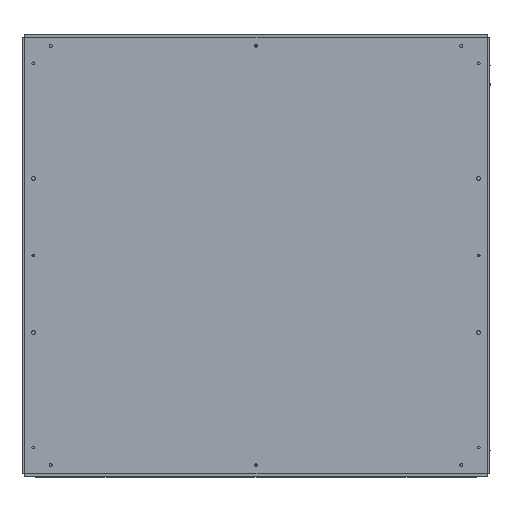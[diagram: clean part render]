
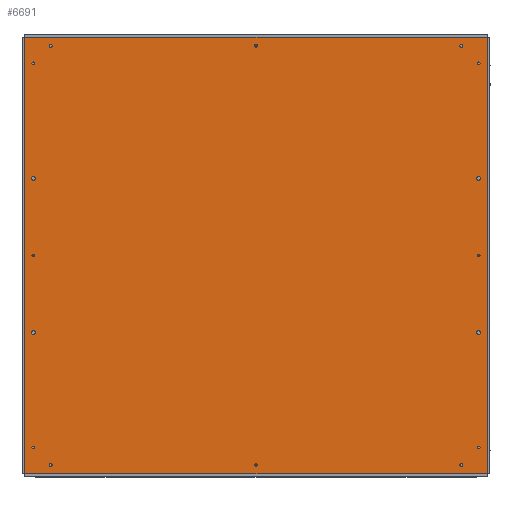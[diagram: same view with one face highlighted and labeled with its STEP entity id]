
A CAD part, top view. The second image highlights one B-rep face of the part: STEP entity #6691.
In plain terms, the highlighted planar face has unit normal (0, 0, 1).
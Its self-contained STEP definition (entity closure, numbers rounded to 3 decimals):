
#383=FACE_BOUND('',#1352,.T.);
#384=FACE_BOUND('',#1353,.T.);
#385=FACE_BOUND('',#1354,.T.);
#386=FACE_BOUND('',#1355,.T.);
#387=FACE_BOUND('',#1356,.T.);
#388=FACE_BOUND('',#1357,.T.);
#389=FACE_BOUND('',#1358,.T.);
#390=FACE_BOUND('',#1359,.T.);
#391=FACE_BOUND('',#1360,.T.);
#392=FACE_BOUND('',#1361,.T.);
#393=FACE_BOUND('',#1362,.T.);
#394=FACE_BOUND('',#1363,.T.);
#395=FACE_BOUND('',#1364,.T.);
#396=FACE_BOUND('',#1365,.T.);
#397=FACE_BOUND('',#1366,.T.);
#398=FACE_BOUND('',#1367,.T.);
#601=PLANE('',#7392);
#857=FACE_OUTER_BOUND('',#1351,.T.);
#1351=EDGE_LOOP('',(#5507,#5508,#5509,#5510));
#1352=EDGE_LOOP('',(#5511));
#1353=EDGE_LOOP('',(#5512));
#1354=EDGE_LOOP('',(#5513));
#1355=EDGE_LOOP('',(#5514));
#1356=EDGE_LOOP('',(#5515));
#1357=EDGE_LOOP('',(#5516));
#1358=EDGE_LOOP('',(#5517));
#1359=EDGE_LOOP('',(#5518));
#1360=EDGE_LOOP('',(#5519));
#1361=EDGE_LOOP('',(#5520));
#1362=EDGE_LOOP('',(#5521));
#1363=EDGE_LOOP('',(#5522));
#1364=EDGE_LOOP('',(#5523));
#1365=EDGE_LOOP('',(#5524));
#1366=EDGE_LOOP('',(#5525));
#1367=EDGE_LOOP('',(#5526));
#1892=LINE('',#13086,#2367);
#1895=LINE('',#13092,#2370);
#1898=LINE('',#13098,#2373);
#1901=LINE('',#13102,#2376);
#2367=VECTOR('',#8822,10.);
#2370=VECTOR('',#8827,10.);
#2373=VECTOR('',#8832,10.);
#2376=VECTOR('',#8837,10.);
#2768=CIRCLE('',#7341,1.65);
#2770=CIRCLE('',#7344,1.65);
#2772=CIRCLE('',#7347,1.65);
#2774=CIRCLE('',#7350,1.65);
#2776=CIRCLE('',#7353,2.15);
#2778=CIRCLE('',#7356,2.15);
#2780=CIRCLE('',#7359,2.15);
#2782=CIRCLE('',#7362,2.15);
#2784=CIRCLE('',#7365,1.65);
#2786=CIRCLE('',#7368,1.65);
#2788=CIRCLE('',#7371,1.65);
#2790=CIRCLE('',#7374,1.65);
#2792=CIRCLE('',#7377,1.65);
#2794=CIRCLE('',#7380,1.65);
#2796=CIRCLE('',#7383,1.65);
#2798=CIRCLE('',#7386,1.65);
#3275=VERTEX_POINT('',#12984);
#3277=VERTEX_POINT('',#12990);
#3279=VERTEX_POINT('',#12996);
#3281=VERTEX_POINT('',#13002);
#3283=VERTEX_POINT('',#13008);
#3285=VERTEX_POINT('',#13014);
#3287=VERTEX_POINT('',#13020);
#3289=VERTEX_POINT('',#13026);
#3291=VERTEX_POINT('',#13032);
#3293=VERTEX_POINT('',#13038);
#3295=VERTEX_POINT('',#13044);
#3297=VERTEX_POINT('',#13050);
#3299=VERTEX_POINT('',#13056);
#3301=VERTEX_POINT('',#13062);
#3303=VERTEX_POINT('',#13068);
#3305=VERTEX_POINT('',#13074);
#3309=VERTEX_POINT('',#13083);
#3310=VERTEX_POINT('',#13085);
#3312=VERTEX_POINT('',#13091);
#3314=VERTEX_POINT('',#13097);
#4040=EDGE_CURVE('',#3275,#3275,#2768,.T.);
#4043=EDGE_CURVE('',#3277,#3277,#2770,.T.);
#4046=EDGE_CURVE('',#3279,#3279,#2772,.T.);
#4049=EDGE_CURVE('',#3281,#3281,#2774,.T.);
#4052=EDGE_CURVE('',#3283,#3283,#2776,.T.);
#4055=EDGE_CURVE('',#3285,#3285,#2778,.T.);
#4058=EDGE_CURVE('',#3287,#3287,#2780,.T.);
#4061=EDGE_CURVE('',#3289,#3289,#2782,.T.);
#4064=EDGE_CURVE('',#3291,#3291,#2784,.T.);
#4067=EDGE_CURVE('',#3293,#3293,#2786,.T.);
#4070=EDGE_CURVE('',#3295,#3295,#2788,.T.);
#4073=EDGE_CURVE('',#3297,#3297,#2790,.T.);
#4076=EDGE_CURVE('',#3299,#3299,#2792,.T.);
#4079=EDGE_CURVE('',#3301,#3301,#2794,.T.);
#4082=EDGE_CURVE('',#3303,#3303,#2796,.T.);
#4085=EDGE_CURVE('',#3305,#3305,#2798,.T.);
#4090=EDGE_CURVE('',#3310,#3309,#1892,.T.);
#4093=EDGE_CURVE('',#3312,#3310,#1895,.T.);
#4096=EDGE_CURVE('',#3314,#3312,#1898,.T.);
#4099=EDGE_CURVE('',#3309,#3314,#1901,.T.);
#5507=ORIENTED_EDGE('',*,*,#4099,.T.);
#5508=ORIENTED_EDGE('',*,*,#4096,.T.);
#5509=ORIENTED_EDGE('',*,*,#4093,.T.);
#5510=ORIENTED_EDGE('',*,*,#4090,.T.);
#5511=ORIENTED_EDGE('',*,*,#4040,.T.);
#5512=ORIENTED_EDGE('',*,*,#4043,.T.);
#5513=ORIENTED_EDGE('',*,*,#4046,.T.);
#5514=ORIENTED_EDGE('',*,*,#4049,.T.);
#5515=ORIENTED_EDGE('',*,*,#4052,.T.);
#5516=ORIENTED_EDGE('',*,*,#4055,.T.);
#5517=ORIENTED_EDGE('',*,*,#4058,.T.);
#5518=ORIENTED_EDGE('',*,*,#4061,.T.);
#5519=ORIENTED_EDGE('',*,*,#4064,.T.);
#5520=ORIENTED_EDGE('',*,*,#4067,.T.);
#5521=ORIENTED_EDGE('',*,*,#4070,.T.);
#5522=ORIENTED_EDGE('',*,*,#4073,.T.);
#5523=ORIENTED_EDGE('',*,*,#4076,.T.);
#5524=ORIENTED_EDGE('',*,*,#4079,.T.);
#5525=ORIENTED_EDGE('',*,*,#4082,.T.);
#5526=ORIENTED_EDGE('',*,*,#4085,.T.);
#6691=ADVANCED_FACE('',(#857,#383,#384,#385,#386,#387,#388,#389,#390,#391,
#392,#393,#394,#395,#396,#397,#398),#601,.T.);
#7341=AXIS2_PLACEMENT_3D('',#12985,#8708,#8709);
#7344=AXIS2_PLACEMENT_3D('',#12991,#8715,#8716);
#7347=AXIS2_PLACEMENT_3D('',#12997,#8722,#8723);
#7350=AXIS2_PLACEMENT_3D('',#13003,#8729,#8730);
#7353=AXIS2_PLACEMENT_3D('',#13009,#8736,#8737);
#7356=AXIS2_PLACEMENT_3D('',#13015,#8743,#8744);
#7359=AXIS2_PLACEMENT_3D('',#13021,#8750,#8751);
#7362=AXIS2_PLACEMENT_3D('',#13027,#8757,#8758);
#7365=AXIS2_PLACEMENT_3D('',#13033,#8764,#8765);
#7368=AXIS2_PLACEMENT_3D('',#13039,#8771,#8772);
#7371=AXIS2_PLACEMENT_3D('',#13045,#8778,#8779);
#7374=AXIS2_PLACEMENT_3D('',#13051,#8785,#8786);
#7377=AXIS2_PLACEMENT_3D('',#13057,#8792,#8793);
#7380=AXIS2_PLACEMENT_3D('',#13063,#8799,#8800);
#7383=AXIS2_PLACEMENT_3D('',#13069,#8806,#8807);
#7386=AXIS2_PLACEMENT_3D('',#13075,#8813,#8814);
#7392=AXIS2_PLACEMENT_3D('',#13103,#8838,#8839);
#8708=DIRECTION('center_axis',(0.,0.,-1.));
#8709=DIRECTION('ref_axis',(-1.,0.,0.));
#8715=DIRECTION('center_axis',(0.,0.,-1.));
#8716=DIRECTION('ref_axis',(-1.,0.,0.));
#8722=DIRECTION('center_axis',(0.,0.,-1.));
#8723=DIRECTION('ref_axis',(-1.,0.,0.));
#8729=DIRECTION('center_axis',(0.,0.,-1.));
#8730=DIRECTION('ref_axis',(-1.,0.,0.));
#8736=DIRECTION('center_axis',(0.,0.,-1.));
#8737=DIRECTION('ref_axis',(-1.,0.,0.));
#8743=DIRECTION('center_axis',(0.,0.,-1.));
#8744=DIRECTION('ref_axis',(-1.,0.,0.));
#8750=DIRECTION('center_axis',(0.,0.,-1.));
#8751=DIRECTION('ref_axis',(-1.,0.,0.));
#8757=DIRECTION('center_axis',(0.,0.,-1.));
#8758=DIRECTION('ref_axis',(-1.,0.,0.));
#8764=DIRECTION('center_axis',(0.,0.,-1.));
#8765=DIRECTION('ref_axis',(-1.,0.,0.));
#8771=DIRECTION('center_axis',(0.,0.,-1.));
#8772=DIRECTION('ref_axis',(-1.,0.,0.));
#8778=DIRECTION('center_axis',(0.,0.,-1.));
#8779=DIRECTION('ref_axis',(-1.,0.,0.));
#8785=DIRECTION('center_axis',(0.,0.,-1.));
#8786=DIRECTION('ref_axis',(-1.,0.,0.));
#8792=DIRECTION('center_axis',(0.,0.,-1.));
#8793=DIRECTION('ref_axis',(-1.,0.,0.));
#8799=DIRECTION('center_axis',(0.,0.,-1.));
#8800=DIRECTION('ref_axis',(-1.,0.,0.));
#8806=DIRECTION('center_axis',(0.,0.,-1.));
#8807=DIRECTION('ref_axis',(-1.,0.,0.));
#8813=DIRECTION('center_axis',(0.,0.,-1.));
#8814=DIRECTION('ref_axis',(-1.,0.,0.));
#8822=DIRECTION('',(-1.,0.,0.));
#8827=DIRECTION('',(0.,1.,0.));
#8832=DIRECTION('',(1.,0.,0.));
#8837=DIRECTION('',(0.,-1.,0.));
#8838=DIRECTION('center_axis',(0.,0.,1.));
#8839=DIRECTION('ref_axis',(1.,0.,0.));
#12984=CARTESIAN_POINT('',(-253.35,55.,158.));
#12985=CARTESIAN_POINT('Origin',(-255.,55.,158.));
#12990=CARTESIAN_POINT('',(256.65,55.,158.));
#12991=CARTESIAN_POINT('Origin',(255.,55.,158.));
#12996=CARTESIAN_POINT('',(236.65,295.,158.));
#12997=CARTESIAN_POINT('Origin',(235.,295.,158.));
#13002=CARTESIAN_POINT('',(256.65,275.,158.));
#13003=CARTESIAN_POINT('Origin',(255.,275.,158.));
#13008=CARTESIAN_POINT('',(-252.85,-33.271,158.));
#13009=CARTESIAN_POINT('Origin',(-255.,-33.271,158.));
#13014=CARTESIAN_POINT('',(257.15,143.271,158.));
#13015=CARTESIAN_POINT('Origin',(255.,143.271,158.));
#13020=CARTESIAN_POINT('',(-252.85,143.271,158.));
#13021=CARTESIAN_POINT('Origin',(-255.,143.271,158.));
#13026=CARTESIAN_POINT('',(257.15,-33.271,158.));
#13027=CARTESIAN_POINT('Origin',(255.,-33.271,158.));
#13032=CARTESIAN_POINT('',(-253.35,275.,158.));
#13033=CARTESIAN_POINT('Origin',(-255.,275.,158.));
#13038=CARTESIAN_POINT('',(-233.35,295.,158.));
#13039=CARTESIAN_POINT('Origin',(-235.,295.,158.));
#13044=CARTESIAN_POINT('',(1.65,295.,158.));
#13045=CARTESIAN_POINT('Origin',(0.,295.,158.));
#13050=CARTESIAN_POINT('',(1.65,-185.,158.));
#13051=CARTESIAN_POINT('Origin',(0.,-185.,
158.));
#13056=CARTESIAN_POINT('',(236.65,-185.,158.));
#13057=CARTESIAN_POINT('Origin',(235.,-185.,158.));
#13062=CARTESIAN_POINT('',(-253.35,-165.,158.));
#13063=CARTESIAN_POINT('Origin',(-255.,-165.,158.));
#13068=CARTESIAN_POINT('',(256.65,-165.,158.));
#13069=CARTESIAN_POINT('Origin',(255.,-165.,158.));
#13074=CARTESIAN_POINT('',(-233.35,-185.,158.));
#13075=CARTESIAN_POINT('Origin',(-235.,-185.,158.));
#13083=CARTESIAN_POINT('',(-265.,305.,158.));
#13085=CARTESIAN_POINT('',(265.,305.,158.));
#13086=CARTESIAN_POINT('',(-265.,305.,158.));
#13091=CARTESIAN_POINT('',(265.,-195.,158.));
#13092=CARTESIAN_POINT('',(265.,-193.5,158.));
#13097=CARTESIAN_POINT('',(-265.,-195.,158.));
#13098=CARTESIAN_POINT('',(-265.,-195.,158.));
#13102=CARTESIAN_POINT('',(-265.,305.,158.));
#13103=CARTESIAN_POINT('Origin',(0.,55.,
158.));
